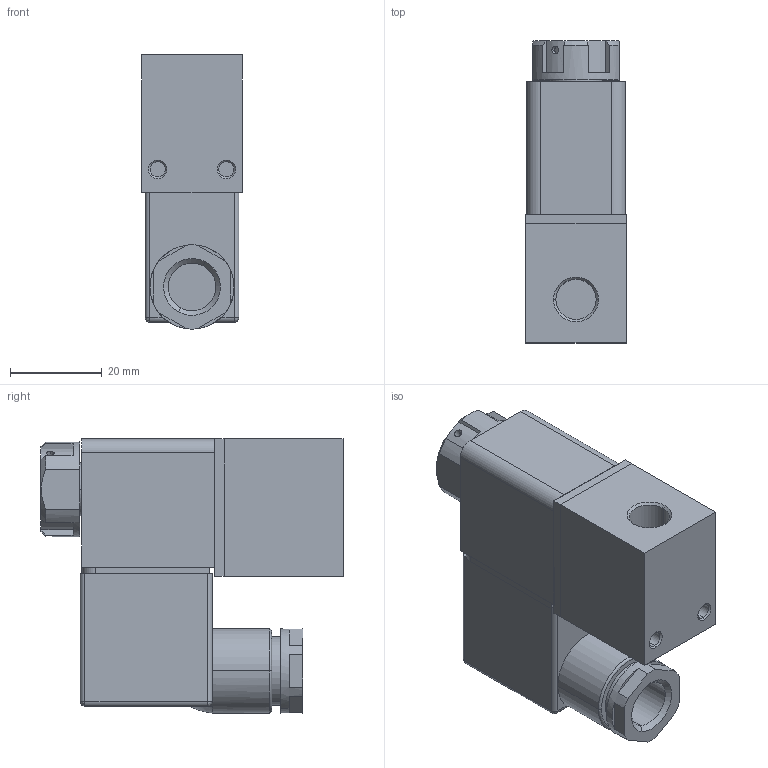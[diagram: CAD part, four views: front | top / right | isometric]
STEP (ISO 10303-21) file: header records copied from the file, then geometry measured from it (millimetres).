
FILE_DESCRIPTION (( 'STEP AP203' ), '1' );
FILE_NAME ('2V025-06-D.STEP', '2017-11-30T18:44:55', ( '' ), ( '' ), 'SwSTEP 2.0', 'SolidWorks 2016', '' );
FILE_SCHEMA (( 'CONFIG_CONTROL_DESIGN' ));
Length unit declared in the file: millimetre
Products named in the file (1): 2V025-06-D
Bounding box: 22 x 66 x 59.9 mm (x, y, z)
Volume: 55410.7 mm3; surface area: 21799.3 mm2
Topology: 10 solids, 10 shells, 269 faces, 663 edges, 420 vertices
Faces by surface type: plane 125, cylinder 101, cone 31, bspline 12
Entity records: 8449 total; most frequent: CARTESIAN_POINT 1980, DIRECTION 1359, ORIENTED_EDGE 1306, EDGE_CURVE 653, AXIS2_PLACEMENT_3D 504, VERTEX_POINT 420, LINE 351, VECTOR 351
